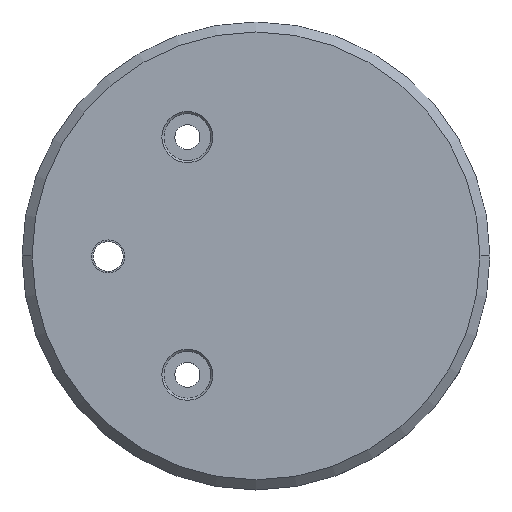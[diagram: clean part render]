
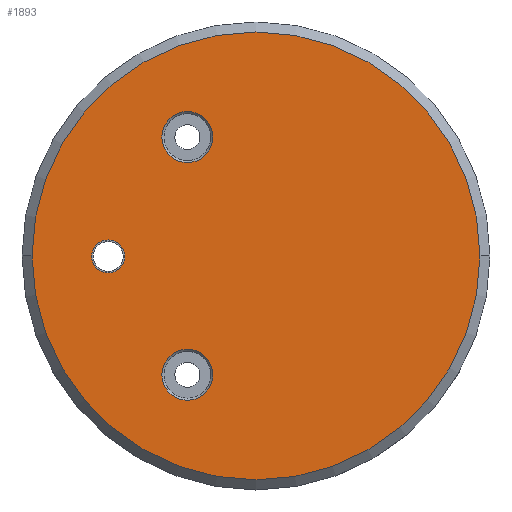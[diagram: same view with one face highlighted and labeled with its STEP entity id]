
A CAD part, top view. The second image highlights one B-rep face of the part: STEP entity #1893.
In plain terms, the highlighted planar face has unit normal (0, 0, 1).
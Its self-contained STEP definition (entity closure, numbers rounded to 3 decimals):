
#18 = CARTESIAN_POINT ( 'NONE',  ( 95.688, 88.114, 7.81 ) ) ;
#26 = DIRECTION ( 'NONE',  ( 1., 0., 0. ) ) ;
#39 = AXIS2_PLACEMENT_3D ( 'NONE', #1447, #183, #26 ) ;
#68 = DIRECTION ( 'NONE',  ( 1., 0., 0. ) ) ;
#104 = DIRECTION ( 'NONE',  ( 1., 0., 0. ) ) ;
#109 = ORIENTED_EDGE ( 'NONE', *, *, #1797, .T. ) ;
#121 = VERTEX_POINT ( 'NONE', #1475 ) ;
#183 = DIRECTION ( 'NONE',  ( 0., 0., -1. ) ) ;
#208 = AXIS2_PLACEMENT_3D ( 'NONE', #1724, #780, #271 ) ;
#227 = CIRCLE ( 'NONE', #1240, 1.65 ) ;
#231 = EDGE_CURVE ( 'NONE', #121, #1365, #245, .T. ) ;
#245 = CIRCLE ( 'NONE', #208, 2.55 ) ;
#271 = DIRECTION ( 'NONE',  ( 1., 0., 0. ) ) ;
#278 = CIRCLE ( 'NONE', #39, 2.55 ) ;
#359 = CARTESIAN_POINT ( 'NONE',  ( 77.6, 100., 7.81 ) ) ;
#364 = CIRCLE ( 'NONE', #442, 2.55 ) ;
#407 = AXIS2_PLACEMENT_3D ( 'NONE', #952, #776, #803 ) ;
#409 = VERTEX_POINT ( 'NONE', #1334 ) ;
#415 = CARTESIAN_POINT ( 'NONE',  ( 93.137, 111.886, 7.81 ) ) ;
#439 = FACE_OUTER_BOUND ( 'NONE', #1745, .T. ) ;
#442 = AXIS2_PLACEMENT_3D ( 'NONE', #415, #1647, #1703 ) ;
#457 = AXIS2_PLACEMENT_3D ( 'NONE', #669, #1304, #1807 ) ;
#458 = EDGE_LOOP ( 'NONE', ( #1780, #109 ) ) ;
#477 = AXIS2_PLACEMENT_3D ( 'NONE', #1233, #1570, #628 ) ;
#522 = DIRECTION ( 'NONE',  ( 0., 0., 1. ) ) ;
#539 = VERTEX_POINT ( 'NONE', #1438 ) ;
#587 = FACE_BOUND ( 'NONE', #1700, .T. ) ;
#600 = FACE_BOUND ( 'NONE', #798, .T. ) ;
#626 = CIRCLE ( 'NONE', #457, 22.4 ) ;
#628 = DIRECTION ( 'NONE',  ( 1., 0., 0. ) ) ;
#634 = AXIS2_PLACEMENT_3D ( 'NONE', #1922, #522, #1282 ) ;
#665 = ORIENTED_EDGE ( 'NONE', *, *, #1832, .F. ) ;
#669 = CARTESIAN_POINT ( 'NONE',  ( 100., 100., 7.81 ) ) ;
#709 = VERTEX_POINT ( 'NONE', #1830 ) ;
#721 = VERTEX_POINT ( 'NONE', #18 ) ;
#727 = EDGE_CURVE ( 'NONE', #539, #733, #626, .T. ) ;
#733 = VERTEX_POINT ( 'NONE', #359 ) ;
#776 = DIRECTION ( 'NONE',  ( 0., 0., -1. ) ) ;
#780 = DIRECTION ( 'NONE',  ( 0., 0., -1. ) ) ;
#789 = ORIENTED_EDGE ( 'NONE', *, *, #1548, .T. ) ;
#798 = EDGE_LOOP ( 'NONE', ( #665, #1833 ) ) ;
#803 = DIRECTION ( 'NONE',  ( 1., 0., 0. ) ) ;
#877 = AXIS2_PLACEMENT_3D ( 'NONE', #1849, #1481, #68 ) ;
#933 = CIRCLE ( 'NONE', #634, 1.65 ) ;
#952 = CARTESIAN_POINT ( 'NONE',  ( 93.138, 88.114, 7.81 ) ) ;
#1005 = CARTESIAN_POINT ( 'NONE',  ( 83.567, 99.949, 7.81 ) ) ;
#1057 = PLANE ( 'NONE',  #477 ) ;
#1071 = EDGE_CURVE ( 'NONE', #1607, #709, #933, .T. ) ;
#1080 = CIRCLE ( 'NONE', #877, 22.4 ) ;
#1233 = CARTESIAN_POINT ( 'NONE',  ( 100., 100., 7.81 ) ) ;
#1240 = AXIS2_PLACEMENT_3D ( 'NONE', #1902, #1382, #104 ) ;
#1254 = CARTESIAN_POINT ( 'NONE',  ( 90.587, 111.886, 7.81 ) ) ;
#1282 = DIRECTION ( 'NONE',  ( 1., 0., 0. ) ) ;
#1304 = DIRECTION ( 'NONE',  ( 0., 0., 1. ) ) ;
#1308 = ORIENTED_EDGE ( 'NONE', *, *, #727, .T. ) ;
#1334 = CARTESIAN_POINT ( 'NONE',  ( 90.588, 88.114, 7.81 ) ) ;
#1365 = VERTEX_POINT ( 'NONE', #1254 ) ;
#1382 = DIRECTION ( 'NONE',  ( 0., 0., 1. ) ) ;
#1438 = CARTESIAN_POINT ( 'NONE',  ( 122.4, 100., 7.81 ) ) ;
#1447 = CARTESIAN_POINT ( 'NONE',  ( 93.138, 88.114, 7.81 ) ) ;
#1475 = CARTESIAN_POINT ( 'NONE',  ( 95.687, 111.886, 7.81 ) ) ;
#1481 = DIRECTION ( 'NONE',  ( 0., 0., 1. ) ) ;
#1548 = EDGE_CURVE ( 'NONE', #721, #409, #278, .T. ) ;
#1570 = DIRECTION ( 'NONE',  ( 0., 0., 1. ) ) ;
#1599 = ORIENTED_EDGE ( 'NONE', *, *, #2065, .T. ) ;
#1607 = VERTEX_POINT ( 'NONE', #1005 ) ;
#1614 = CIRCLE ( 'NONE', #407, 2.55 ) ;
#1647 = DIRECTION ( 'NONE',  ( 0., 0., -1. ) ) ;
#1664 = EDGE_CURVE ( 'NONE', #733, #539, #1080, .T. ) ;
#1700 = EDGE_LOOP ( 'NONE', ( #789, #1599 ) ) ;
#1703 = DIRECTION ( 'NONE',  ( 1., 0., 0. ) ) ;
#1724 = CARTESIAN_POINT ( 'NONE',  ( 93.137, 111.886, 7.81 ) ) ;
#1745 = EDGE_LOOP ( 'NONE', ( #2006, #1308 ) ) ;
#1780 = ORIENTED_EDGE ( 'NONE', *, *, #231, .T. ) ;
#1797 = EDGE_CURVE ( 'NONE', #1365, #121, #364, .T. ) ;
#1807 = DIRECTION ( 'NONE',  ( 1., 0., 0. ) ) ;
#1830 = CARTESIAN_POINT ( 'NONE',  ( 86.867, 99.949, 7.81 ) ) ;
#1832 = EDGE_CURVE ( 'NONE', #709, #1607, #227, .T. ) ;
#1833 = ORIENTED_EDGE ( 'NONE', *, *, #1071, .F. ) ;
#1849 = CARTESIAN_POINT ( 'NONE',  ( 100., 100., 7.81 ) ) ;
#1893 = ADVANCED_FACE ( 'NONE', ( #587, #2042, #439, #600 ), #1057, .T. ) ;
#1902 = CARTESIAN_POINT ( 'NONE',  ( 85.217, 99.949, 7.81 ) ) ;
#1922 = CARTESIAN_POINT ( 'NONE',  ( 85.217, 99.949, 7.81 ) ) ;
#2006 = ORIENTED_EDGE ( 'NONE', *, *, #1664, .T. ) ;
#2042 = FACE_BOUND ( 'NONE', #458, .T. ) ;
#2065 = EDGE_CURVE ( 'NONE', #409, #721, #1614, .T. ) ;
